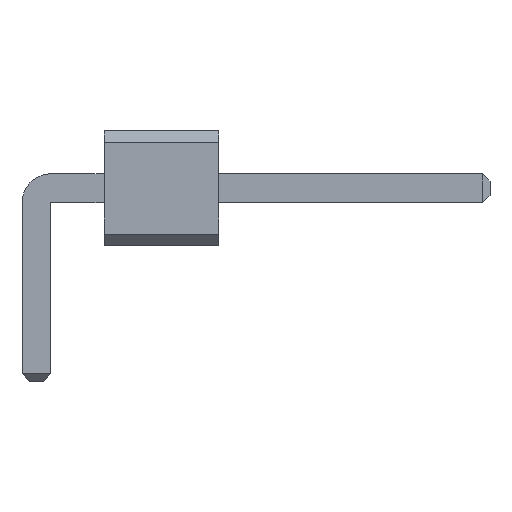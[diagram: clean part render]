
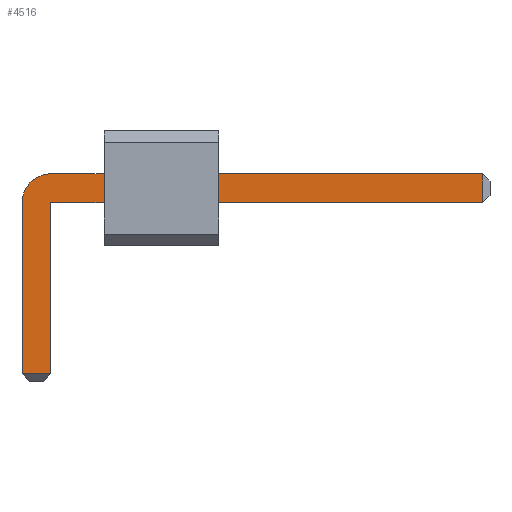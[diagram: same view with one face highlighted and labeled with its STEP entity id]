
A CAD part, front view. The second image highlights one B-rep face of the part: STEP entity #4516.
In plain terms, the highlighted planar face has unit normal (0, -1, 0).
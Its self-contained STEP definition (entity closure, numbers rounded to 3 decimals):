
#13=DIRECTION('',(0.,0.,1.));
#2038=VECTOR('',#13,1.);
#4316=VECTOR('',#4317,1.);
#4317=DIRECTION('',(1.,0.,0.));
#4323=VECTOR('',#4324,1.);
#4324=DIRECTION('',(0.,0.,-1.));
#4331=VECTOR('',#4332,1.);
#4332=DIRECTION('',(-1.,0.,0.));
#4353=DIRECTION('',(-0.,1.,0.));
#4357=DIRECTION('',(0.,1.,0.));
#4358=DIRECTION('',(1.,0.,0.));
#4365=VERTEX_POINT('',#4366);
#4366=CARTESIAN_POINT('',(0.32,-86.68,1.59));
#4368=ORIENTED_EDGE('',*,*,#4369,.T.);
#4369=EDGE_CURVE('',#4365,#4370,#4372,.T.);
#4370=VERTEX_POINT('',#4371);
#4371=CARTESIAN_POINT('',(9.88,-86.68,1.59));
#4372=LINE('',#4373,#4316);
#4373=CARTESIAN_POINT('',(-0.32,-86.68,1.59));
#4411=EDGE_CURVE('',#4412,#4365,#4414,.T.);
#4412=VERTEX_POINT('',#4413);
#4413=CARTESIAN_POINT('',(-0.32,-86.68,0.95));
#4414=CIRCLE('',#4415,0.64);
#4415=AXIS2_PLACEMENT_3D('',#4416,#4353,#4324);
#4416=CARTESIAN_POINT('',(0.32,-86.68,0.95));
#4428=VERTEX_POINT('',#4429);
#4429=CARTESIAN_POINT('',(9.88,-86.68,0.95));
#4431=ORIENTED_EDGE('',*,*,#4432,.T.);
#4432=EDGE_CURVE('',#4428,#4433,#4434,.T.);
#4433=VERTEX_POINT('',#4416);
#4434=LINE('',#4435,#4331);
#4435=CARTESIAN_POINT('',(10.04,-86.68,0.95));
#4447=VERTEX_POINT('',#4448);
#4448=CARTESIAN_POINT('',(-0.32,-86.68,-2.84));
#4450=ORIENTED_EDGE('',*,*,#4451,.T.);
#4451=EDGE_CURVE('',#4447,#4412,#4452,.T.);
#4452=LINE('',#4453,#2038);
#4453=CARTESIAN_POINT('',(-0.32,-86.68,-3.));
#4461=ORIENTED_EDGE('',*,*,#4462,.T.);
#4462=EDGE_CURVE('',#4433,#4463,#4465,.T.);
#4463=VERTEX_POINT('',#4464);
#4464=CARTESIAN_POINT('',(0.32,-86.68,-2.84));
#4465=LINE('',#4416,#4323);
#4516=ADVANCED_FACE('',(#4517),#4526,.F.);
#4517=FACE_BOUND('',#4518,.F.);
#4518=EDGE_LOOP('',(#4368,#4519,#4431,#4461,#4522,#4450,#4525));
#4519=ORIENTED_EDGE('',*,*,#4520,.T.);
#4520=EDGE_CURVE('',#4370,#4428,#4521,.T.);
#4521=LINE('',#4371,#4323);
#4522=ORIENTED_EDGE('',*,*,#4523,.T.);
#4523=EDGE_CURVE('',#4463,#4447,#4524,.T.);
#4524=LINE('',#4464,#4331);
#4525=ORIENTED_EDGE('',*,*,#4411,.T.);
#4526=PLANE('',#4527);
#4527=AXIS2_PLACEMENT_3D('',#4528,#4357,#4358);
#4528=CARTESIAN_POINT('',(3.576,-86.68,0.579));
